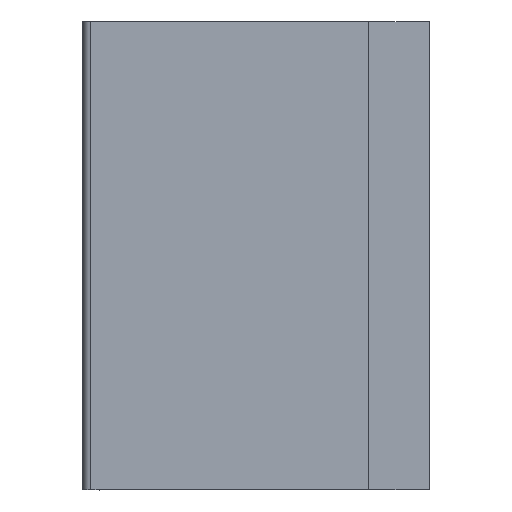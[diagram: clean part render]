
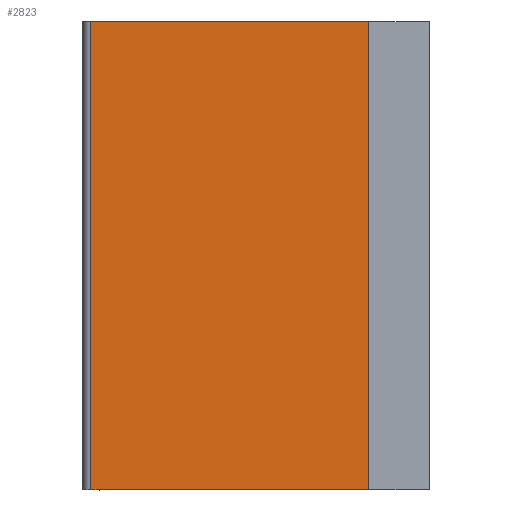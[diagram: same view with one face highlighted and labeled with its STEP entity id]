
A CAD part, left-side view. The second image highlights one B-rep face of the part: STEP entity #2823.
In plain terms, the highlighted planar face has unit normal (-1, 0, 0).
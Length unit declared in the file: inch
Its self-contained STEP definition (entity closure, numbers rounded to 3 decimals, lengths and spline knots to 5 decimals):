
#29 = VERTEX_POINT ( 'NONE', #1959 ) ;
#541 = PLANE ( 'NONE',  #2000 ) ;
#848 = EDGE_CURVE ( 'NONE', #1542, #29, #1573, .T. ) ;
#1005 = DIRECTION ( 'NONE',  ( 0., 0., -1. ) ) ;
#1340 = VECTOR ( 'NONE', #7136, 39.37008 ) ;
#1542 = VERTEX_POINT ( 'NONE', #4908 ) ;
#1573 = LINE ( 'NONE', #4897, #1340 ) ;
#1691 = DIRECTION ( 'NONE',  ( 1., 0., 0. ) ) ;
#1959 = CARTESIAN_POINT ( 'NONE',  ( -1.5, -1.063, 1.6875 ) ) ;
#1991 = CARTESIAN_POINT ( 'NONE',  ( -1.5, -1.063, -1.6875 ) ) ;
#2000 = AXIS2_PLACEMENT_3D ( 'NONE', #2383, #1691, #3944 ) ;
#2307 = VERTEX_POINT ( 'NONE', #6390 ) ;
#2383 = CARTESIAN_POINT ( 'NONE',  ( -1.5, 0., -1.6875 ) ) ;
#2695 = VECTOR ( 'NONE', #7172, 39.37008 ) ;
#2737 = LINE ( 'NONE', #6030, #2695 ) ;
#2823 = ADVANCED_FACE ( 'NONE', ( #4459 ), #541, .F. ) ;
#3626 = ORIENTED_EDGE ( 'NONE', *, *, #7167, .F. ) ;
#3672 = EDGE_LOOP ( 'NONE', ( #4436, #4092, #3626, #5619 ) ) ;
#3767 = LINE ( 'NONE', #1991, #5982 ) ;
#3944 = DIRECTION ( 'NONE',  ( 0., 0., -1. ) ) ;
#4092 = ORIENTED_EDGE ( 'NONE', *, *, #6354, .F. ) ;
#4112 = DIRECTION ( 'NONE',  ( 0., 0., 1. ) ) ;
#4436 = ORIENTED_EDGE ( 'NONE', *, *, #5402, .F. ) ;
#4459 = FACE_OUTER_BOUND ( 'NONE', #3672, .T. ) ;
#4897 = CARTESIAN_POINT ( 'NONE',  ( -1.5, 0., 1.6875 ) ) ;
#4908 = CARTESIAN_POINT ( 'NONE',  ( -1.5, 0.94, 1.6875 ) ) ;
#5201 = VERTEX_POINT ( 'NONE', #7089 ) ;
#5378 = VECTOR ( 'NONE', #4112, 39.37008 ) ;
#5402 = EDGE_CURVE ( 'NONE', #5201, #1542, #6327, .T. ) ;
#5619 = ORIENTED_EDGE ( 'NONE', *, *, #848, .F. ) ;
#5982 = VECTOR ( 'NONE', #1005, 39.37008 ) ;
#6030 = CARTESIAN_POINT ( 'NONE',  ( -1.5, 0., -1.6875 ) ) ;
#6327 = LINE ( 'NONE', #6393, #5378 ) ;
#6354 = EDGE_CURVE ( 'NONE', #2307, #5201, #2737, .T. ) ;
#6390 = CARTESIAN_POINT ( 'NONE',  ( -1.5, -1.063, -1.6875 ) ) ;
#6393 = CARTESIAN_POINT ( 'NONE',  ( -1.5, 0.94, -1.6875 ) ) ;
#7089 = CARTESIAN_POINT ( 'NONE',  ( -1.5, 0.94, -1.6875 ) ) ;
#7136 = DIRECTION ( 'NONE',  ( 0., -1., 0. ) ) ;
#7167 = EDGE_CURVE ( 'NONE', #29, #2307, #3767, .T. ) ;
#7172 = DIRECTION ( 'NONE',  ( 0., 1., 0. ) ) ;
